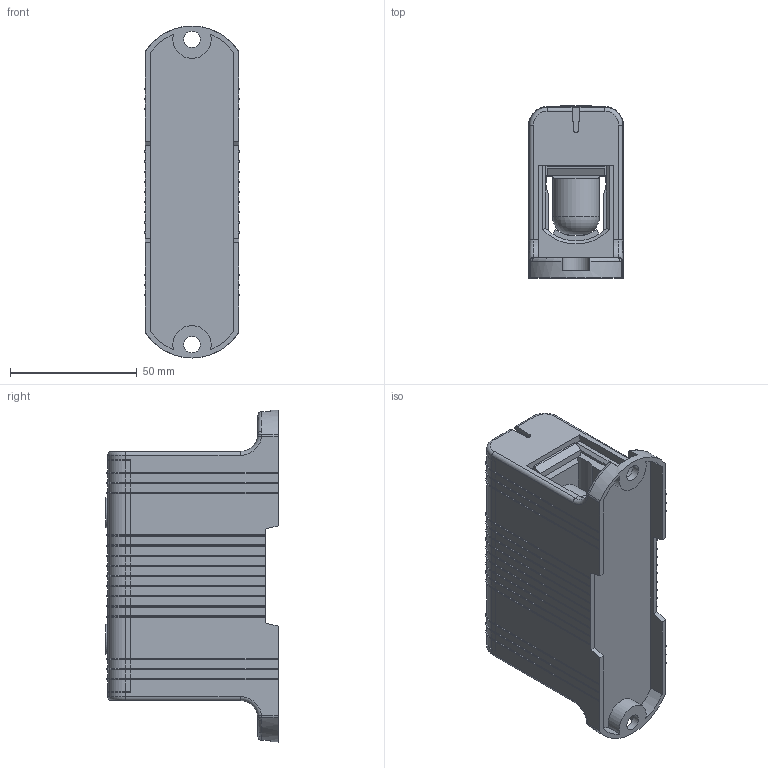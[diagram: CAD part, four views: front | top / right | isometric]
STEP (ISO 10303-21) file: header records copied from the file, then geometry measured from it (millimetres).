
FILE_DESCRIPTION (( 'STEP AP203' ), '1' );
FILE_NAME ('Êëåììà ñèëîâàÿ ÊÑÂ35-240 (plc-kvs-35-240-grey).STEP', '2020-07-28T10:25:12', ( '' ), ( '' ), 'SwSTEP 2.0', 'SolidWorks 2019', '' );
FILE_SCHEMA (( 'CONFIG_CONTROL_DESIGN' ));
Length unit declared in the file: millimetre
Products named in the file (1): Êëåììà ñèëîâàÿ ÊÑÂ35-240 (plc-kvs-35-240-grey)
Bounding box: 37.4 x 68 x 131 mm (x, y, z)
Volume: 120864.1 mm3; surface area: 82822.5 mm2
Topology: 5 solids, 5 shells, 908 faces, 2543 edges, 1639 vertices
Faces by surface type: plane 505, cylinder 319, torus 74, sphere 4, bspline 4, cone 2
Full cylindrical faces by diameter (mm): 6.5 x2, 9.9 x2, 11.9 x2, 18.5 x4
Entity records: 29201 total; most frequent: CARTESIAN_POINT 5253, ORIENTED_EDGE 5056, DIRECTION 5046, EDGE_CURVE 2528, LINE 1756, VECTOR 1756, AXIS2_PLACEMENT_3D 1645, VERTEX_POINT 1636
